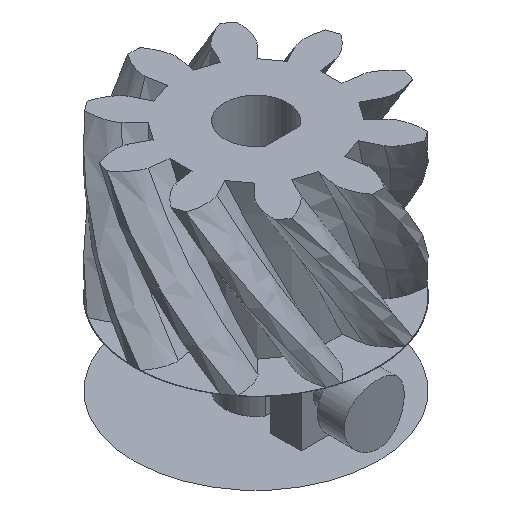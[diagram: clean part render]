
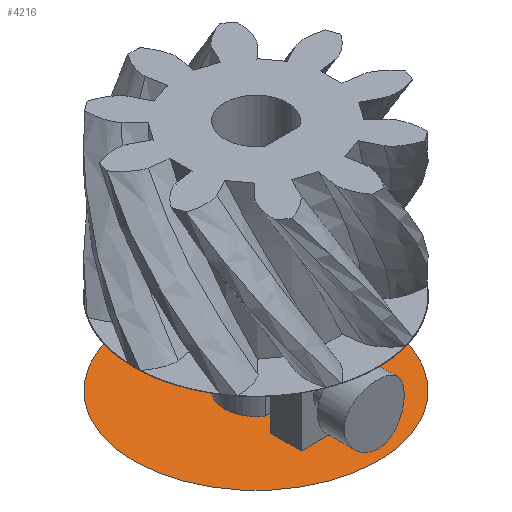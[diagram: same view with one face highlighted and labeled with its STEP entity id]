
A CAD part, isometric view. The second image highlights one B-rep face of the part: STEP entity #4216.
In plain terms, the highlighted planar face has unit normal (0, 0, -1).
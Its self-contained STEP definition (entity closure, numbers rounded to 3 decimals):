
#33 = CYLINDRICAL_SURFACE('',#34,12.);
#34 = AXIS2_PLACEMENT_3D('',#35,#36,#37);
#35 = CARTESIAN_POINT('',(0.,0.,0.));
#36 = DIRECTION('',(0.,0.,1.));
#37 = DIRECTION('',(1.,0.,0.));
#58 = VERTEX_POINT('',#59);
#59 = CARTESIAN_POINT('',(12.,0.,-8.));
#80 = EDGE_CURVE('',#58,#58,#81,.T.);
#81 = SURFACE_CURVE('',#82,(#87,#94),.PCURVE_S1.);
#82 = CIRCLE('',#83,12.);
#83 = AXIS2_PLACEMENT_3D('',#84,#85,#86);
#84 = CARTESIAN_POINT('',(0.,0.,-8.));
#85 = DIRECTION('',(0.,0.,-1.));
#86 = DIRECTION('',(1.,0.,0.));
#87 = PCURVE('',#33,#88);
#88 = DEFINITIONAL_REPRESENTATION('',(#89),#93);
#89 = LINE('',#90,#91);
#90 = CARTESIAN_POINT('',(-0.,-8.));
#91 = VECTOR('',#92,1.);
#92 = DIRECTION('',(-1.,0.));
#93 = ( GEOMETRIC_REPRESENTATION_CONTEXT(2) 
PARAMETRIC_REPRESENTATION_CONTEXT() REPRESENTATION_CONTEXT('2D SPACE',''
  ) );
#94 = PCURVE('',#95,#100);
#95 = PLANE('',#96);
#96 = AXIS2_PLACEMENT_3D('',#97,#98,#99);
#97 = CARTESIAN_POINT('',(0.,0.,-8.));
#98 = DIRECTION('',(0.,0.,-1.));
#99 = DIRECTION('',(0.,-1.,0.));
#100 = DEFINITIONAL_REPRESENTATION('',(#101),#105);
#101 = CIRCLE('',#102,12.);
#102 = AXIS2_PLACEMENT_2D('',#103,#104);
#103 = CARTESIAN_POINT('',(0.,0.));
#104 = DIRECTION('',(0.,-1.));
#105 = ( GEOMETRIC_REPRESENTATION_CONTEXT(2) 
PARAMETRIC_REPRESENTATION_CONTEXT() REPRESENTATION_CONTEXT('2D SPACE',''
  ) );
#4216 = ADVANCED_FACE('',(#4217,#4220,#4279),#95,.T.);
#4217 = FACE_BOUND('',#4218,.T.);
#4218 = EDGE_LOOP('',(#4219));
#4219 = ORIENTED_EDGE('',*,*,#80,.T.);
#4220 = FACE_BOUND('',#4221,.T.);
#4221 = EDGE_LOOP('',(#4222,#4253));
#4222 = ORIENTED_EDGE('',*,*,#4223,.F.);
#4223 = EDGE_CURVE('',#4224,#4226,#4228,.T.);
#4224 = VERTEX_POINT('',#4225);
#4225 = CARTESIAN_POINT('',(-1.688,-2.6,-8.));
#4226 = VERTEX_POINT('',#4227);
#4227 = CARTESIAN_POINT('',(1.688,-2.6,-8.));
#4228 = SURFACE_CURVE('',#4229,(#4234,#4241),.PCURVE_S1.);
#4229 = CIRCLE('',#4230,3.1);
#4230 = AXIS2_PLACEMENT_3D('',#4231,#4232,#4233);
#4231 = CARTESIAN_POINT('',(0.,0.,-8.));
#4232 = DIRECTION('',(0.,0.,-1.));
#4233 = DIRECTION('',(1.,0.,0.));
#4234 = PCURVE('',#95,#4235);
#4235 = DEFINITIONAL_REPRESENTATION('',(#4236),#4240);
#4236 = CIRCLE('',#4237,3.1);
#4237 = AXIS2_PLACEMENT_2D('',#4238,#4239);
#4238 = CARTESIAN_POINT('',(0.,0.));
#4239 = DIRECTION('',(0.,-1.));
#4240 = ( GEOMETRIC_REPRESENTATION_CONTEXT(2) 
PARAMETRIC_REPRESENTATION_CONTEXT() REPRESENTATION_CONTEXT('2D SPACE',''
  ) );
#4241 = PCURVE('',#4242,#4247);
#4242 = CYLINDRICAL_SURFACE('',#4243,3.1);
#4243 = AXIS2_PLACEMENT_3D('',#4244,#4245,#4246);
#4244 = CARTESIAN_POINT('',(0.,0.,-8.));
#4245 = DIRECTION('',(0.,0.,-1.));
#4246 = DIRECTION('',(1.,0.,0.));
#4247 = DEFINITIONAL_REPRESENTATION('',(#4248),#4252);
#4248 = LINE('',#4249,#4250);
#4249 = CARTESIAN_POINT('',(0.,0.));
#4250 = VECTOR('',#4251,1.);
#4251 = DIRECTION('',(1.,0.));
#4252 = ( GEOMETRIC_REPRESENTATION_CONTEXT(2) 
PARAMETRIC_REPRESENTATION_CONTEXT() REPRESENTATION_CONTEXT('2D SPACE',''
  ) );
#4253 = ORIENTED_EDGE('',*,*,#4254,.T.);
#4254 = EDGE_CURVE('',#4224,#4226,#4255,.T.);
#4255 = SURFACE_CURVE('',#4256,(#4260,#4267),.PCURVE_S1.);
#4256 = LINE('',#4257,#4258);
#4257 = CARTESIAN_POINT('',(-1.688,-2.6,-8.));
#4258 = VECTOR('',#4259,1.);
#4259 = DIRECTION('',(1.,0.,0.));
#4260 = PCURVE('',#95,#4261);
#4261 = DEFINITIONAL_REPRESENTATION('',(#4262),#4266);
#4262 = LINE('',#4263,#4264);
#4263 = CARTESIAN_POINT('',(2.6,1.688));
#4264 = VECTOR('',#4265,1.);
#4265 = DIRECTION('',(0.,-1.));
#4266 = ( GEOMETRIC_REPRESENTATION_CONTEXT(2) 
PARAMETRIC_REPRESENTATION_CONTEXT() REPRESENTATION_CONTEXT('2D SPACE',''
  ) );
#4267 = PCURVE('',#4268,#4273);
#4268 = PLANE('',#4269);
#4269 = AXIS2_PLACEMENT_3D('',#4270,#4271,#4272);
#4270 = CARTESIAN_POINT('',(-1.688,-2.6,-8.));
#4271 = DIRECTION('',(0.,1.,0.));
#4272 = DIRECTION('',(1.,0.,0.));
#4273 = DEFINITIONAL_REPRESENTATION('',(#4274),#4278);
#4274 = LINE('',#4275,#4276);
#4275 = CARTESIAN_POINT('',(0.,0.));
#4276 = VECTOR('',#4277,1.);
#4277 = DIRECTION('',(1.,0.));
#4278 = ( GEOMETRIC_REPRESENTATION_CONTEXT(2) 
PARAMETRIC_REPRESENTATION_CONTEXT() REPRESENTATION_CONTEXT('2D SPACE',''
  ) );
#4279 = FACE_BOUND('',#4280,.T.);
#4280 = EDGE_LOOP('',(#4281,#4311,#4339,#4367));
#4281 = ORIENTED_EDGE('',*,*,#4282,.F.);
#4282 = EDGE_CURVE('',#4283,#4285,#4287,.T.);
#4283 = VERTEX_POINT('',#4284);
#4284 = CARTESIAN_POINT('',(-2.901,-7.35,-8.));
#4285 = VERTEX_POINT('',#4286);
#4286 = CARTESIAN_POINT('',(-2.901,-4.35,-8.));
#4287 = SURFACE_CURVE('',#4288,(#4292,#4299),.PCURVE_S1.);
#4288 = LINE('',#4289,#4290);
#4289 = CARTESIAN_POINT('',(-2.901,-3.675,-8.));
#4290 = VECTOR('',#4291,1.);
#4291 = DIRECTION('',(0.,1.,0.));
#4292 = PCURVE('',#95,#4293);
#4293 = DEFINITIONAL_REPRESENTATION('',(#4294),#4298);
#4294 = LINE('',#4295,#4296);
#4295 = CARTESIAN_POINT('',(3.675,2.901));
#4296 = VECTOR('',#4297,1.);
#4297 = DIRECTION('',(-1.,-0.));
#4298 = ( GEOMETRIC_REPRESENTATION_CONTEXT(2) 
PARAMETRIC_REPRESENTATION_CONTEXT() REPRESENTATION_CONTEXT('2D SPACE',''
  ) );
#4299 = PCURVE('',#4300,#4305);
#4300 = PLANE('',#4301);
#4301 = AXIS2_PLACEMENT_3D('',#4302,#4303,#4304);
#4302 = CARTESIAN_POINT('',(-2.901,-7.35,-2.325));
#4303 = DIRECTION('',(-1.,0.,0.));
#4304 = DIRECTION('',(-0.,0.,-1.));
#4305 = DEFINITIONAL_REPRESENTATION('',(#4306),#4310);
#4306 = LINE('',#4307,#4308);
#4307 = CARTESIAN_POINT('',(5.675,-3.675));
#4308 = VECTOR('',#4309,1.);
#4309 = DIRECTION('',(0.,-1.));
#4310 = ( GEOMETRIC_REPRESENTATION_CONTEXT(2) 
PARAMETRIC_REPRESENTATION_CONTEXT() REPRESENTATION_CONTEXT('2D SPACE',''
  ) );
#4311 = ORIENTED_EDGE('',*,*,#4312,.F.);
#4312 = EDGE_CURVE('',#4313,#4283,#4315,.T.);
#4313 = VERTEX_POINT('',#4314);
#4314 = CARTESIAN_POINT('',(2.901,-7.35,-8.));
#4315 = SURFACE_CURVE('',#4316,(#4320,#4327),.PCURVE_S1.);
#4316 = LINE('',#4317,#4318);
#4317 = CARTESIAN_POINT('',(0.,-7.35,-8.));
#4318 = VECTOR('',#4319,1.);
#4319 = DIRECTION('',(-1.,0.,0.));
#4320 = PCURVE('',#95,#4321);
#4321 = DEFINITIONAL_REPRESENTATION('',(#4322),#4326);
#4322 = LINE('',#4323,#4324);
#4323 = CARTESIAN_POINT('',(7.35,0.));
#4324 = VECTOR('',#4325,1.);
#4325 = DIRECTION('',(0.,1.));
#4326 = ( GEOMETRIC_REPRESENTATION_CONTEXT(2) 
PARAMETRIC_REPRESENTATION_CONTEXT() REPRESENTATION_CONTEXT('2D SPACE',''
  ) );
#4327 = PCURVE('',#4328,#4333);
#4328 = PLANE('',#4329);
#4329 = AXIS2_PLACEMENT_3D('',#4330,#4331,#4332);
#4330 = CARTESIAN_POINT('',(0.,-7.35,-7.014));
#4331 = DIRECTION('',(0.,-1.,0.));
#4332 = DIRECTION('',(0.,0.,-1.));
#4333 = DEFINITIONAL_REPRESENTATION('',(#4334),#4338);
#4334 = LINE('',#4335,#4336);
#4335 = CARTESIAN_POINT('',(0.986,0.));
#4336 = VECTOR('',#4337,1.);
#4337 = DIRECTION('',(-0.,-1.));
#4338 = ( GEOMETRIC_REPRESENTATION_CONTEXT(2) 
PARAMETRIC_REPRESENTATION_CONTEXT() REPRESENTATION_CONTEXT('2D SPACE',''
  ) );
#4339 = ORIENTED_EDGE('',*,*,#4340,.F.);
#4340 = EDGE_CURVE('',#4341,#4313,#4343,.T.);
#4341 = VERTEX_POINT('',#4342);
#4342 = CARTESIAN_POINT('',(2.901,-4.35,-8.));
#4343 = SURFACE_CURVE('',#4344,(#4348,#4355),.PCURVE_S1.);
#4344 = LINE('',#4345,#4346);
#4345 = CARTESIAN_POINT('',(2.901,-3.675,-8.));
#4346 = VECTOR('',#4347,1.);
#4347 = DIRECTION('',(0.,-1.,0.));
#4348 = PCURVE('',#95,#4349);
#4349 = DEFINITIONAL_REPRESENTATION('',(#4350),#4354);
#4350 = LINE('',#4351,#4352);
#4351 = CARTESIAN_POINT('',(3.675,-2.901));
#4352 = VECTOR('',#4353,1.);
#4353 = DIRECTION('',(1.,0.));
#4354 = ( GEOMETRIC_REPRESENTATION_CONTEXT(2) 
PARAMETRIC_REPRESENTATION_CONTEXT() REPRESENTATION_CONTEXT('2D SPACE',''
  ) );
#4355 = PCURVE('',#4356,#4361);
#4356 = PLANE('',#4357);
#4357 = AXIS2_PLACEMENT_3D('',#4358,#4359,#4360);
#4358 = CARTESIAN_POINT('',(2.901,-7.35,-12.325));
#4359 = DIRECTION('',(1.,0.,0.));
#4360 = DIRECTION('',(0.,0.,1.));
#4361 = DEFINITIONAL_REPRESENTATION('',(#4362),#4366);
#4362 = LINE('',#4363,#4364);
#4363 = CARTESIAN_POINT('',(4.325,-3.675));
#4364 = VECTOR('',#4365,1.);
#4365 = DIRECTION('',(0.,1.));
#4366 = ( GEOMETRIC_REPRESENTATION_CONTEXT(2) 
PARAMETRIC_REPRESENTATION_CONTEXT() REPRESENTATION_CONTEXT('2D SPACE',''
  ) );
#4367 = ORIENTED_EDGE('',*,*,#4368,.T.);
#4368 = EDGE_CURVE('',#4341,#4285,#4369,.T.);
#4369 = SURFACE_CURVE('',#4370,(#4374,#4381),.PCURVE_S1.);
#4370 = LINE('',#4371,#4372);
#4371 = CARTESIAN_POINT('',(0.,-4.35,-8.));
#4372 = VECTOR('',#4373,1.);
#4373 = DIRECTION('',(-1.,0.,0.));
#4374 = PCURVE('',#95,#4375);
#4375 = DEFINITIONAL_REPRESENTATION('',(#4376),#4380);
#4376 = LINE('',#4377,#4378);
#4377 = CARTESIAN_POINT('',(4.35,0.));
#4378 = VECTOR('',#4379,1.);
#4379 = DIRECTION('',(0.,1.));
#4380 = ( GEOMETRIC_REPRESENTATION_CONTEXT(2) 
PARAMETRIC_REPRESENTATION_CONTEXT() REPRESENTATION_CONTEXT('2D SPACE',''
  ) );
#4381 = PCURVE('',#4382,#4387);
#4382 = PLANE('',#4383);
#4383 = AXIS2_PLACEMENT_3D('',#4384,#4385,#4386);
#4384 = CARTESIAN_POINT('',(0.,-4.35,-7.014));
#4385 = DIRECTION('',(0.,-1.,0.));
#4386 = DIRECTION('',(0.,0.,-1.));
#4387 = DEFINITIONAL_REPRESENTATION('',(#4388),#4392);
#4388 = LINE('',#4389,#4390);
#4389 = CARTESIAN_POINT('',(0.986,0.));
#4390 = VECTOR('',#4391,1.);
#4391 = DIRECTION('',(-0.,-1.));
#4392 = ( GEOMETRIC_REPRESENTATION_CONTEXT(2) 
PARAMETRIC_REPRESENTATION_CONTEXT() REPRESENTATION_CONTEXT('2D SPACE',''
  ) );
